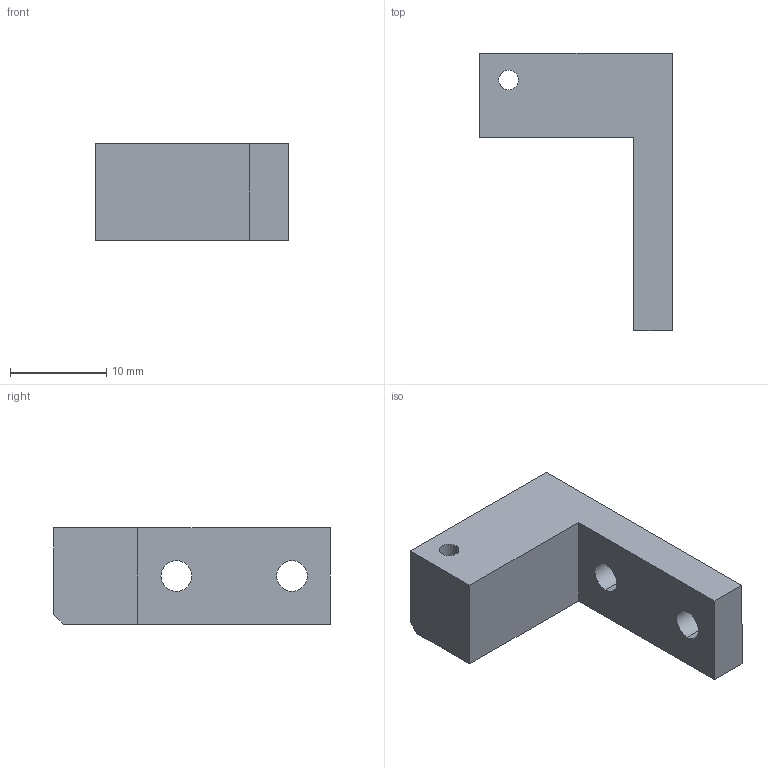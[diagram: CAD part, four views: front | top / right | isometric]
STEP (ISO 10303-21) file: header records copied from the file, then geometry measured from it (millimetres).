
FILE_DESCRIPTION (( 'STEP AP203' ), '1' );
FILE_NAME ('20-019400--ACTUATOR BRACKET--Rev_A.step', '2022-06-14T14:55:04', ( '' ), ( '' ), 'SwSTEP 2.0', 'SolidWorks 2021', '' );
FILE_SCHEMA (( 'CONFIG_CONTROL_DESIGN' ));
Length unit declared in the file: millimetre
Products named in the file (1): 20-019400--ACTUATOR BRACKET--Rev_A
Bounding box: 20 x 28.75 x 10 mm (x, y, z)
Volume: 2442.7 mm3; surface area: 1578.3 mm2
Topology: 1 solids, 1 shells, 15 faces, 39 edges, 26 vertices
Faces by surface type: plane 9, cylinder 6
Entity records: 554 total; most frequent: DIRECTION 83, CARTESIAN_POINT 81, ORIENTED_EDGE 78, EDGE_CURVE 39, AXIS2_PLACEMENT_3D 28, VECTOR 27, LINE 27, VERTEX_POINT 26
